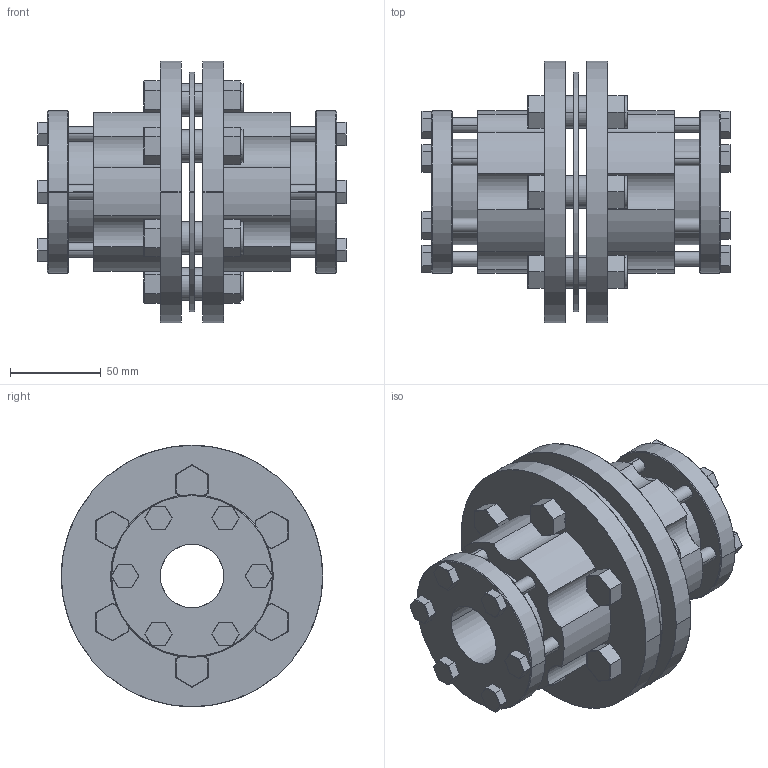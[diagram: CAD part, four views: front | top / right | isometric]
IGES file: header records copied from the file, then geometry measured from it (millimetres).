
Start section: SolidWorks IGES file using analytic representation for surfaces
Global section: file name: CL9-144.igs; native system: SolidWorks 2010; preprocessor: SolidWorks 2010; author: Josh; date: 110810.014025; units: millimetre
Bounding box: 170 x 144 x 144 mm (x, y, z)
Surface area: 190960.1 mm2 (no closed solid volume)
Topology: 0 solids, 0 shells, 640 faces, 6546 edges, 6474 vertices
Faces by surface type: bspline 426, revolution 214
